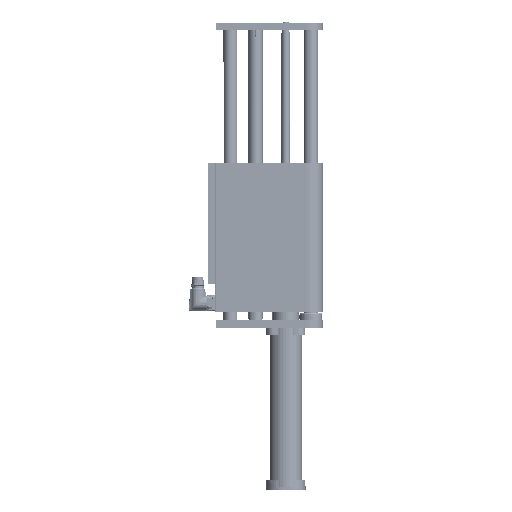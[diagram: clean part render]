
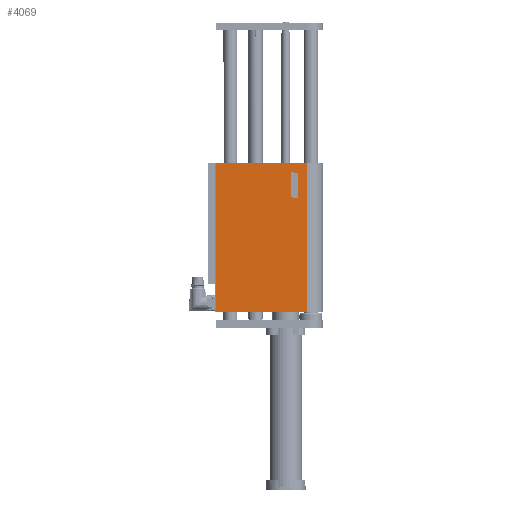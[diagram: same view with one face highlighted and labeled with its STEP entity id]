
A CAD part, left-side view. The second image highlights one B-rep face of the part: STEP entity #4069.
In plain terms, the highlighted planar face has unit normal (-1, 0, 0).
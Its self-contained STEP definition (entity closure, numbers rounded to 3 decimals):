
#145 = LINE ( 'NONE', #34110, #46321 ) ;
#4069 = ADVANCED_FACE ( 'NONE', ( #101504, #137003 ), #52885, .T. ) ;
#6816 = DIRECTION ( 'NONE',  ( 0., 0., -1. ) ) ;
#7049 = EDGE_CURVE ( 'NONE', #10440, #64109, #126655, .T. ) ;
#9042 = LINE ( 'NONE', #115440, #150872 ) ;
#10440 = VERTEX_POINT ( 'NONE', #30443 ) ;
#10444 = ORIENTED_EDGE ( 'NONE', *, *, #54465, .T. ) ;
#10881 = CARTESIAN_POINT ( 'NONE',  ( -22.5, 55.5, -103. ) ) ;
#12800 = CARTESIAN_POINT ( 'NONE',  ( -22.5, -49.922, 91.004 ) ) ;
#16766 = CARTESIAN_POINT ( 'NONE',  ( -22.5, -58.906, 0. ) ) ;
#17394 = EDGE_LOOP ( 'NONE', ( #122035, #99962, #135186, #39659 ) ) ;
#19831 = CARTESIAN_POINT ( 'NONE',  ( -22.5, 57., 103. ) ) ;
#20906 = CARTESIAN_POINT ( 'NONE',  ( -22.5, -13.606, 63.94 ) ) ;
#27943 = LINE ( 'NONE', #41076, #140853 ) ;
#30443 = CARTESIAN_POINT ( 'NONE',  ( -22.5, -58.906, 54.3 ) ) ;
#30670 = LINE ( 'NONE', #19831, #145781 ) ;
#32346 = VERTEX_POINT ( 'NONE', #98581 ) ;
#34110 = CARTESIAN_POINT ( 'NONE',  ( -22.5, 55.5, -103. ) ) ;
#36060 = EDGE_CURVE ( 'NONE', #64109, #106782, #40453, .T. ) ;
#39659 = ORIENTED_EDGE ( 'NONE', *, *, #36060, .T. ) ;
#40453 = LINE ( 'NONE', #111419, #151072 ) ;
#41076 = CARTESIAN_POINT ( 'NONE',  ( -22.5, -71.5, -103. ) ) ;
#42806 = DIRECTION ( 'NONE',  ( -1., 0., 0. ) ) ;
#43002 = CARTESIAN_POINT ( 'NONE',  ( -22.5, -20.701, 97.226 ) ) ;
#45442 = CARTESIAN_POINT ( 'NONE',  ( -22.5, -71.5, -103. ) ) ;
#46321 = VECTOR ( 'NONE', #139120, 1000. ) ;
#49294 = EDGE_CURVE ( 'NONE', #146898, #10440, #134146, .T. ) ;
#50583 = VERTEX_POINT ( 'NONE', #72947 ) ;
#52885 = PLANE ( 'NONE',  #124737 ) ;
#54465 = EDGE_CURVE ( 'NONE', #50583, #131470, #145, .T. ) ;
#54619 = DIRECTION ( 'NONE',  ( 0., -1., 0. ) ) ;
#57156 = EDGE_CURVE ( 'NONE', #106782, #146898, #103231, .T. ) ;
#63472 = DIRECTION ( 'NONE',  ( 0., 0., 1. ) ) ;
#64109 = VERTEX_POINT ( 'NONE', #127311 ) ;
#69223 = DIRECTION ( 'NONE',  ( 0., -0.978, -0.208 ) ) ;
#72947 = CARTESIAN_POINT ( 'NONE',  ( -22.5, 55.5, 103. ) ) ;
#74374 = DIRECTION ( 'NONE',  ( 0., 0., 1. ) ) ;
#81126 = DIRECTION ( 'NONE',  ( 0., 0.978, 0.208 ) ) ;
#87489 = ORIENTED_EDGE ( 'NONE', *, *, #92043, .F. ) ;
#92043 = EDGE_CURVE ( 'NONE', #50583, #32346, #30670, .T. ) ;
#98581 = CARTESIAN_POINT ( 'NONE',  ( -22.5, -71.5, 103. ) ) ;
#98817 = ORIENTED_EDGE ( 'NONE', *, *, #136870, .T. ) ;
#99208 = DIRECTION ( 'NONE',  ( 0., -1., 0. ) ) ;
#99962 = ORIENTED_EDGE ( 'NONE', *, *, #49294, .T. ) ;
#100033 = VECTOR ( 'NONE', #6816, 1000. ) ;
#101504 = FACE_OUTER_BOUND ( 'NONE', #135464, .T. ) ;
#103231 = LINE ( 'NONE', #43002, #115713 ) ;
#106782 = VERTEX_POINT ( 'NONE', #12800 ) ;
#109620 = EDGE_CURVE ( 'NONE', #113421, #32346, #27943, .T. ) ;
#111419 = CARTESIAN_POINT ( 'NONE',  ( -22.5, -49.922, 0. ) ) ;
#113421 = VERTEX_POINT ( 'NONE', #45442 ) ;
#115440 = CARTESIAN_POINT ( 'NONE',  ( -22.5, 57., -103. ) ) ;
#115713 = VECTOR ( 'NONE', #69223, 1000. ) ;
#122035 = ORIENTED_EDGE ( 'NONE', *, *, #57156, .T. ) ;
#124737 = AXIS2_PLACEMENT_3D ( 'NONE', #148552, #42806, #99208 ) ;
#126655 = LINE ( 'NONE', #20906, #130194 ) ;
#127311 = CARTESIAN_POINT ( 'NONE',  ( -22.5, -49.922, 56.212 ) ) ;
#130194 = VECTOR ( 'NONE', #81126, 1000. ) ;
#131470 = VERTEX_POINT ( 'NONE', #10881 ) ;
#134146 = LINE ( 'NONE', #16766, #100033 ) ;
#135064 = CARTESIAN_POINT ( 'NONE',  ( -22.5, -58.906, 89.091 ) ) ;
#135186 = ORIENTED_EDGE ( 'NONE', *, *, #7049, .T. ) ;
#135464 = EDGE_LOOP ( 'NONE', ( #87489, #10444, #98817, #138214 ) ) ;
#136870 = EDGE_CURVE ( 'NONE', #131470, #113421, #9042, .T. ) ;
#137003 = FACE_BOUND ( 'NONE', #17394, .T. ) ;
#138214 = ORIENTED_EDGE ( 'NONE', *, *, #109620, .T. ) ;
#139120 = DIRECTION ( 'NONE',  ( 0., 0., -1. ) ) ;
#140853 = VECTOR ( 'NONE', #63472, 1000. ) ;
#145781 = VECTOR ( 'NONE', #54619, 1000. ) ;
#146898 = VERTEX_POINT ( 'NONE', #135064 ) ;
#148552 = CARTESIAN_POINT ( 'NONE',  ( -22.5, 57., -103. ) ) ;
#150872 = VECTOR ( 'NONE', #151702, 1000. ) ;
#151072 = VECTOR ( 'NONE', #74374, 1000. ) ;
#151702 = DIRECTION ( 'NONE',  ( 0., -1., 0. ) ) ;
